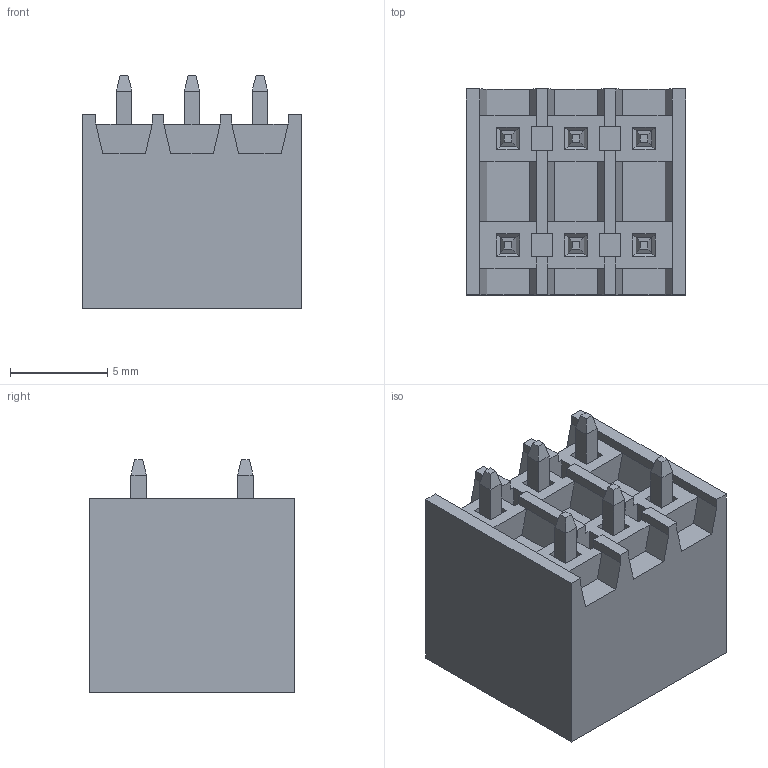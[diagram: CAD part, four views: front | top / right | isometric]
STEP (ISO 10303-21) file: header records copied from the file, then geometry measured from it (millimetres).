
FILE_DESCRIPTION( ('This file contains a STEP AP42 implementation' ,'as created by ZW3D STEP Interface translator.') ,'2;1' );
FILE_NAME( 'WJ15EDGVHC-THR-3.5-2x03P-00A.stp' ,'23 3 1. 91921', (''), ('ZWCAD Software Co.'), 'Version 1.0', 'ZW3D to STEP translator', '' );
FILE_SCHEMA(('AUTOMOTIVE_DESIGN { 1 0 10303 214 1 1 1 1 }'));
Length unit declared in the file: millimetre
Products named in the file (2): 0; WJ15EDGVHCM-THR-3.5-2x08P-140-00A001
Bounding box: 11.3 x 10.6 x 12 mm (x, y, z)
Volume: 520.8 mm3; surface area: 1592 mm2
Topology: 1 solids, 1 shells, 409 faces, 1010 edges, 628 vertices
Faces by surface type: plane 363, cylinder 18, bspline 16, cone 12
Entity records: 12479 total; most frequent: CARTESIAN_POINT 2465, ORIENTED_EDGE 2020, DIRECTION 1850, EDGE_CURVE 1010, VECTOR 916, LINE 916, VERTEX_POINT 628, AXIS2_PLACEMENT_3D 467
